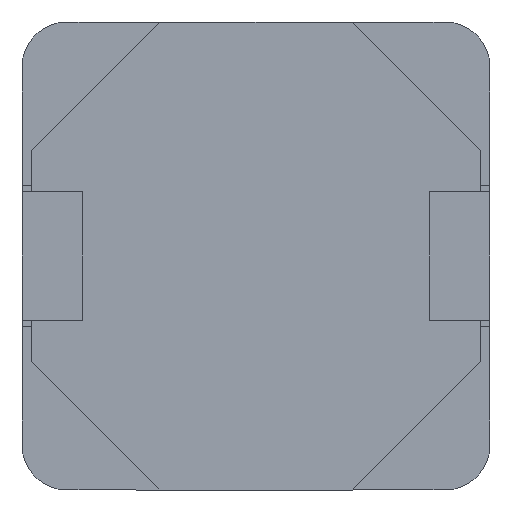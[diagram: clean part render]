
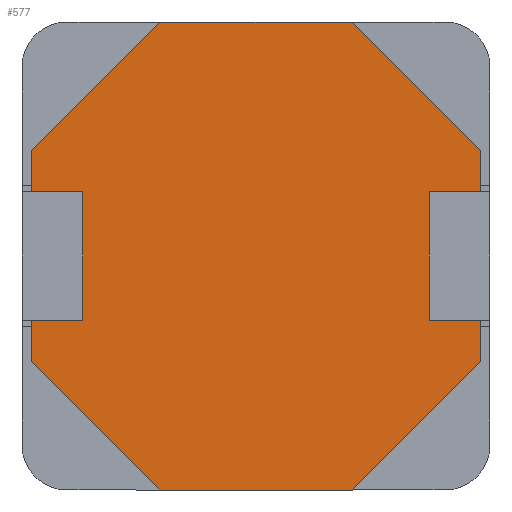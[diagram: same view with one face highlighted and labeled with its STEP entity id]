
A CAD part, front view. The second image highlights one B-rep face of the part: STEP entity #577.
In plain terms, the highlighted planar face has unit normal (0, -1, 0).
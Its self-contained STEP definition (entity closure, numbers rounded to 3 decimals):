
#6 = DIRECTION ( 'NONE',  ( -1., 0., 0. ) ) ;
#27 = VERTEX_POINT ( 'NONE', #475 ) ;
#29 = VECTOR ( 'NONE', #2274, 1000. ) ;
#91 = VECTOR ( 'NONE', #1965, 1000. ) ;
#109 = CARTESIAN_POINT ( 'NONE',  ( -1.5, 0., -3.65 ) ) ;
#141 = VECTOR ( 'NONE', #540, 1000. ) ;
#149 = DIRECTION ( 'NONE',  ( 0., 1., 0. ) ) ;
#185 = ORIENTED_EDGE ( 'NONE', *, *, #2188, .F. ) ;
#198 = EDGE_CURVE ( 'NONE', #27, #337, #865, .T. ) ;
#235 = CARTESIAN_POINT ( 'NONE',  ( -3.5, 0., 1.65 ) ) ;
#277 = LINE ( 'NONE', #500, #29 ) ;
#279 = VERTEX_POINT ( 'NONE', #1492 ) ;
#308 = ORIENTED_EDGE ( 'NONE', *, *, #198, .F. ) ;
#313 = CARTESIAN_POINT ( 'NONE',  ( 3.65, 0., 1.5 ) ) ;
#337 = VERTEX_POINT ( 'NONE', #1569 ) ;
#338 = ORIENTED_EDGE ( 'NONE', *, *, #2121, .F. ) ;
#342 = CARTESIAN_POINT ( 'NONE',  ( 0., 0., 0. ) ) ;
#350 = FACE_OUTER_BOUND ( 'NONE', #708, .T. ) ;
#356 = ORIENTED_EDGE ( 'NONE', *, *, #1106, .F. ) ;
#365 = VECTOR ( 'NONE', #765, 1000. ) ;
#369 = EDGE_CURVE ( 'NONE', #1988, #651, #1700, .T. ) ;
#384 = DIRECTION ( 'NONE',  ( 1., 0., 0. ) ) ;
#403 = EDGE_CURVE ( 'NONE', #337, #1604, #1060, .T. ) ;
#429 = LINE ( 'NONE', #1100, #1176 ) ;
#441 = VERTEX_POINT ( 'NONE', #2300 ) ;
#475 = CARTESIAN_POINT ( 'NONE',  ( -2.7, 0., 1. ) ) ;
#500 = CARTESIAN_POINT ( 'NONE',  ( -3.5, 0., -1.1 ) ) ;
#539 = ORIENTED_EDGE ( 'NONE', *, *, #2117, .T. ) ;
#540 = DIRECTION ( 'NONE',  ( 0., 0., 1. ) ) ;
#552 = CARTESIAN_POINT ( 'NONE',  ( -3.5, 0., -1.65 ) ) ;
#560 = CARTESIAN_POINT ( 'NONE',  ( 2.7, 0., 1. ) ) ;
#576 = LINE ( 'NONE', #1972, #91 ) ;
#577 = ADVANCED_FACE ( 'NONE', ( #350 ), #2279, .F. ) ;
#593 = CARTESIAN_POINT ( 'NONE',  ( -2.7, 0., -1. ) ) ;
#616 = ORIENTED_EDGE ( 'NONE', *, *, #896, .T. ) ;
#651 = VERTEX_POINT ( 'NONE', #560 ) ;
#657 = CARTESIAN_POINT ( 'NONE',  ( 3.5, 0., -1.1 ) ) ;
#691 = CARTESIAN_POINT ( 'NONE',  ( 3.5, 0., -1.65 ) ) ;
#708 = EDGE_LOOP ( 'NONE', ( #616, #539, #2166, #1548, #356, #933, #308, #185, #1691, #1432, #1726, #338, #1810, #1815, #1968, #918 ) ) ;
#765 = DIRECTION ( 'NONE',  ( -0.707, 0., -0.707 ) ) ;
#766 = CARTESIAN_POINT ( 'NONE',  ( -1.5, 0., 3.65 ) ) ;
#771 = LINE ( 'NONE', #2060, #997 ) ;
#801 = CARTESIAN_POINT ( 'NONE',  ( 1.5, 0., 3.65 ) ) ;
#803 = DIRECTION ( 'NONE',  ( 1., 0., 0. ) ) ;
#818 = CARTESIAN_POINT ( 'NONE',  ( -1.5, 0., 3.65 ) ) ;
#851 = VERTEX_POINT ( 'NONE', #2304 ) ;
#865 = LINE ( 'NONE', #1170, #1996 ) ;
#896 = EDGE_CURVE ( 'NONE', #651, #2258, #576, .T. ) ;
#906 = DIRECTION ( 'NONE',  ( 0., 0., 1. ) ) ;
#911 = EDGE_CURVE ( 'NONE', #1410, #1188, #2028, .T. ) ;
#918 = ORIENTED_EDGE ( 'NONE', *, *, #369, .T. ) ;
#933 = ORIENTED_EDGE ( 'NONE', *, *, #403, .F. ) ;
#943 = LINE ( 'NONE', #109, #1609 ) ;
#968 = CARTESIAN_POINT ( 'NONE',  ( -1.5, 0., -3.65 ) ) ;
#983 = DIRECTION ( 'NONE',  ( 0., 0., 1. ) ) ;
#997 = VECTOR ( 'NONE', #983, 1000. ) ;
#1008 = EDGE_CURVE ( 'NONE', #1891, #1950, #1095, .T. ) ;
#1060 = LINE ( 'NONE', #1264, #2110 ) ;
#1066 = EDGE_CURVE ( 'NONE', #1950, #851, #1648, .T. ) ;
#1076 = DIRECTION ( 'NONE',  ( -0.707, 0., 0.707 ) ) ;
#1095 = LINE ( 'NONE', #766, #2136 ) ;
#1100 = CARTESIAN_POINT ( 'NONE',  ( 2.7, 0., -1. ) ) ;
#1106 = EDGE_CURVE ( 'NONE', #1604, #1891, #2264, .T. ) ;
#1170 = CARTESIAN_POINT ( 'NONE',  ( -2.7, 0., 1. ) ) ;
#1176 = VECTOR ( 'NONE', #6, 1000. ) ;
#1188 = VERTEX_POINT ( 'NONE', #552 ) ;
#1209 = DIRECTION ( 'NONE',  ( 0., 0., 1. ) ) ;
#1235 = VECTOR ( 'NONE', #803, 1000. ) ;
#1242 = DIRECTION ( 'NONE',  ( 0.707, 0., 0.707 ) ) ;
#1264 = CARTESIAN_POINT ( 'NONE',  ( -3.5, 0., -1.1 ) ) ;
#1275 = CARTESIAN_POINT ( 'NONE',  ( -2.7, 0., -1. ) ) ;
#1278 = EDGE_CURVE ( 'NONE', #2039, #1988, #429, .T. ) ;
#1318 = AXIS2_PLACEMENT_3D ( 'NONE', #342, #149, #2292 ) ;
#1397 = CARTESIAN_POINT ( 'NONE',  ( 3.5, 0., -1. ) ) ;
#1410 = VERTEX_POINT ( 'NONE', #968 ) ;
#1411 = DIRECTION ( 'NONE',  ( 0.707, 0., -0.707 ) ) ;
#1432 = ORIENTED_EDGE ( 'NONE', *, *, #2097, .F. ) ;
#1445 = VECTOR ( 'NONE', #1209, 1000. ) ;
#1489 = CARTESIAN_POINT ( 'NONE',  ( -2.7, 0., -1. ) ) ;
#1492 = CARTESIAN_POINT ( 'NONE',  ( -3.5, 0., -1. ) ) ;
#1495 = LINE ( 'NONE', #657, #1445 ) ;
#1548 = ORIENTED_EDGE ( 'NONE', *, *, #1008, .F. ) ;
#1569 = CARTESIAN_POINT ( 'NONE',  ( -3.5, 0., 1. ) ) ;
#1580 = VERTEX_POINT ( 'NONE', #1489 ) ;
#1604 = VERTEX_POINT ( 'NONE', #235 ) ;
#1609 = VECTOR ( 'NONE', #1614, 1000. ) ;
#1614 = DIRECTION ( 'NONE',  ( -1., 0., 0. ) ) ;
#1616 = CARTESIAN_POINT ( 'NONE',  ( -3.65, 0., -1.5 ) ) ;
#1631 = EDGE_CURVE ( 'NONE', #279, #1580, #2160, .T. ) ;
#1648 = LINE ( 'NONE', #313, #1733 ) ;
#1659 = CARTESIAN_POINT ( 'NONE',  ( 2.7, 0., -1. ) ) ;
#1667 = VECTOR ( 'NONE', #2293, 1000. ) ;
#1691 = ORIENTED_EDGE ( 'NONE', *, *, #1631, .F. ) ;
#1700 = LINE ( 'NONE', #1659, #141 ) ;
#1705 = VECTOR ( 'NONE', #1242, 1000. ) ;
#1726 = ORIENTED_EDGE ( 'NONE', *, *, #911, .F. ) ;
#1733 = VECTOR ( 'NONE', #1411, 1000. ) ;
#1776 = LINE ( 'NONE', #2181, #365 ) ;
#1783 = CARTESIAN_POINT ( 'NONE',  ( -3.65, 0., 1.5 ) ) ;
#1810 = ORIENTED_EDGE ( 'NONE', *, *, #2291, .F. ) ;
#1815 = ORIENTED_EDGE ( 'NONE', *, *, #1885, .T. ) ;
#1878 = CARTESIAN_POINT ( 'NONE',  ( 2.7, 0., -1. ) ) ;
#1885 = EDGE_CURVE ( 'NONE', #2078, #2039, #771, .T. ) ;
#1891 = VERTEX_POINT ( 'NONE', #818 ) ;
#1899 = VECTOR ( 'NONE', #1076, 1000. ) ;
#1950 = VERTEX_POINT ( 'NONE', #801 ) ;
#1965 = DIRECTION ( 'NONE',  ( 1., 0., 0. ) ) ;
#1968 = ORIENTED_EDGE ( 'NONE', *, *, #1278, .T. ) ;
#1972 = CARTESIAN_POINT ( 'NONE',  ( 2.7, 0., 1. ) ) ;
#1988 = VERTEX_POINT ( 'NONE', #1878 ) ;
#1996 = VECTOR ( 'NONE', #2230, 1000. ) ;
#2009 = CARTESIAN_POINT ( 'NONE',  ( 3.5, 0., 1. ) ) ;
#2028 = LINE ( 'NONE', #1616, #1899 ) ;
#2039 = VERTEX_POINT ( 'NONE', #1397 ) ;
#2060 = CARTESIAN_POINT ( 'NONE',  ( 3.5, 0., -1.1 ) ) ;
#2078 = VERTEX_POINT ( 'NONE', #691 ) ;
#2097 = EDGE_CURVE ( 'NONE', #1188, #279, #277, .T. ) ;
#2110 = VECTOR ( 'NONE', #906, 1000. ) ;
#2117 = EDGE_CURVE ( 'NONE', #2258, #851, #1495, .T. ) ;
#2121 = EDGE_CURVE ( 'NONE', #441, #1410, #943, .T. ) ;
#2136 = VECTOR ( 'NONE', #384, 1000. ) ;
#2160 = LINE ( 'NONE', #593, #1235 ) ;
#2166 = ORIENTED_EDGE ( 'NONE', *, *, #1066, .F. ) ;
#2181 = CARTESIAN_POINT ( 'NONE',  ( 3.65, 0., -1.5 ) ) ;
#2188 = EDGE_CURVE ( 'NONE', #1580, #27, #2306, .T. ) ;
#2230 = DIRECTION ( 'NONE',  ( -1., 0., 0. ) ) ;
#2258 = VERTEX_POINT ( 'NONE', #2009 ) ;
#2264 = LINE ( 'NONE', #1783, #1705 ) ;
#2274 = DIRECTION ( 'NONE',  ( 0., 0., 1. ) ) ;
#2279 = PLANE ( 'NONE',  #1318 ) ;
#2291 = EDGE_CURVE ( 'NONE', #2078, #441, #1776, .T. ) ;
#2292 = DIRECTION ( 'NONE',  ( 0., 0., 1. ) ) ;
#2293 = DIRECTION ( 'NONE',  ( 0., 0., 1. ) ) ;
#2300 = CARTESIAN_POINT ( 'NONE',  ( 1.5, 0., -3.65 ) ) ;
#2304 = CARTESIAN_POINT ( 'NONE',  ( 3.5, 0., 1.65 ) ) ;
#2306 = LINE ( 'NONE', #1275, #1667 ) ;
